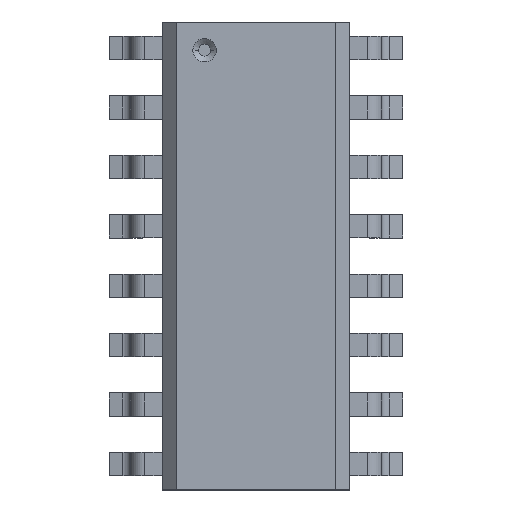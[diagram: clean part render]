
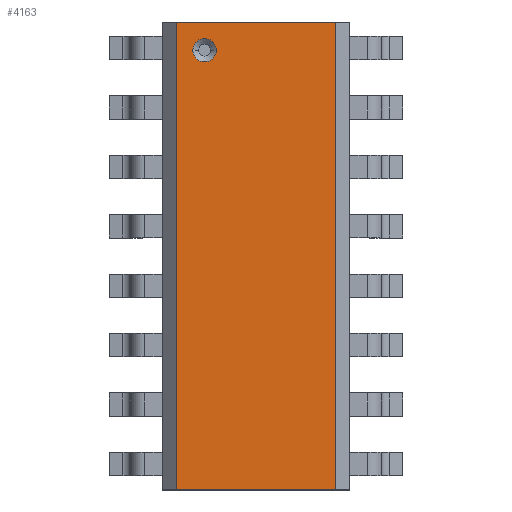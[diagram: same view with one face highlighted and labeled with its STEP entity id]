
A CAD part, top view. The second image highlights one B-rep face of the part: STEP entity #4163.
In plain terms, the highlighted planar face has unit normal (0, 0, 1).
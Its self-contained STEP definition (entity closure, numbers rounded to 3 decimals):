
#3905 = VERTEX_POINT ( 'NONE', #5174 ) ;
#3950 = EDGE_CURVE ( 'NONE', #3905, #3952, #5293, .T. ) ;
#3952 = VERTEX_POINT ( 'NONE', #5288 ) ;
#4107 = VERTEX_POINT ( 'NONE', #5582 ) ;
#4110 = VERTEX_POINT ( 'NONE', #5580 ) ;
#4142 = ORIENTED_EDGE ( 'NONE', *, *, #4179, .T. ) ;
#4144 = ORIENTED_EDGE ( 'NONE', *, *, #4167, .T. ) ;
#4163 = ADVANCED_FACE ( 'NONE', ( #5667, #5666 ), #5703, .F. ) ;
#4164 = EDGE_LOOP ( 'NONE', ( #4165, #4215 ) ) ;
#4165 = ORIENTED_EDGE ( 'NONE', *, *, #4166, .F. ) ;
#4166 = EDGE_CURVE ( 'NONE', #3952, #3905, #5702, .T. ) ;
#4167 = EDGE_CURVE ( 'NONE', #4169, #4205, #5693, .T. ) ;
#4169 = VERTEX_POINT ( 'NONE', #5744 ) ;
#4179 = EDGE_CURVE ( 'NONE', #4107, #4110, #5727, .T. ) ;
#4203 = ORIENTED_EDGE ( 'NONE', *, *, #4204, .T. ) ;
#4204 = EDGE_CURVE ( 'NONE', #4205, #4107, #5824, .T. ) ;
#4205 = VERTEX_POINT ( 'NONE', #5820 ) ;
#4215 = ORIENTED_EDGE ( 'NONE', *, *, #3950, .F. ) ;
#4216 = EDGE_LOOP ( 'NONE', ( #4144, #4203, #4142, #4218 ) ) ;
#4218 = ORIENTED_EDGE ( 'NONE', *, *, #4219, .T. ) ;
#4219 = EDGE_CURVE ( 'NONE', #4110, #4169, #5909, .T. ) ;
#5174 = CARTESIAN_POINT ( 'NONE',  ( -1.35, 4.4, 1.5 ) ) ;
#5288 = CARTESIAN_POINT ( 'NONE',  ( -0.85, 4.4, 1.5 ) ) ;
#5289 = DIRECTION ( 'NONE',  ( 1., 0., 0. ) ) ;
#5290 = DIRECTION ( 'NONE',  ( 0., 0., 1. ) ) ;
#5291 = CARTESIAN_POINT ( 'NONE',  ( -1.1, 4.4, 1.5 ) ) ;
#5292 = AXIS2_PLACEMENT_3D ( 'NONE', #5291, #5290, #5289 ) ;
#5293 = CIRCLE ( 'NONE', #5292, 0.25 ) ;
#5580 = CARTESIAN_POINT ( 'NONE',  ( -1.7, 5., 1.5 ) ) ;
#5582 = CARTESIAN_POINT ( 'NONE',  ( 1.7, 5., 1.5 ) ) ;
#5666 = FACE_OUTER_BOUND ( 'NONE', #4216, .T. ) ;
#5667 = FACE_BOUND ( 'NONE', #4164, .T. ) ;
#5693 = LINE ( 'NONE', #5747, #5746 ) ;
#5694 = DIRECTION ( 'NONE',  ( 1., 0., 0. ) ) ;
#5695 = DIRECTION ( 'NONE',  ( 0., 0., 1. ) ) ;
#5696 = CARTESIAN_POINT ( 'NONE',  ( -1.1, 4.4, 1.5 ) ) ;
#5697 = AXIS2_PLACEMENT_3D ( 'NONE', #5696, #5695, #5694 ) ;
#5698 = DIRECTION ( 'NONE',  ( -1., 0., 0. ) ) ;
#5699 = DIRECTION ( 'NONE',  ( 0., 0., -1. ) ) ;
#5700 = CARTESIAN_POINT ( 'NONE',  ( 2., 5., 1.5 ) ) ;
#5701 = AXIS2_PLACEMENT_3D ( 'NONE', #5700, #5699, #5698 ) ;
#5702 = CIRCLE ( 'NONE', #5697, 0.25 ) ;
#5703 = PLANE ( 'NONE',  #5701 ) ;
#5724 = DIRECTION ( 'NONE',  ( -1., 0., 0. ) ) ;
#5725 = VECTOR ( 'NONE', #5724, 1000. ) ;
#5726 = CARTESIAN_POINT ( 'NONE',  ( -2., 5., 1.5 ) ) ;
#5727 = LINE ( 'NONE', #5726, #5725 ) ;
#5744 = CARTESIAN_POINT ( 'NONE',  ( -1.7, -5., 1.5 ) ) ;
#5745 = DIRECTION ( 'NONE',  ( 1., 0., 0. ) ) ;
#5746 = VECTOR ( 'NONE', #5745, 1000. ) ;
#5747 = CARTESIAN_POINT ( 'NONE',  ( -2., -5., 1.5 ) ) ;
#5820 = CARTESIAN_POINT ( 'NONE',  ( 1.7, -5., 1.5 ) ) ;
#5821 = DIRECTION ( 'NONE',  ( 0., 1., 0. ) ) ;
#5822 = VECTOR ( 'NONE', #5821, 1000. ) ;
#5823 = CARTESIAN_POINT ( 'NONE',  ( 1.7, 5., 1.5 ) ) ;
#5824 = LINE ( 'NONE', #5823, #5822 ) ;
#5906 = DIRECTION ( 'NONE',  ( 0., -1., 0. ) ) ;
#5907 = VECTOR ( 'NONE', #5906, 1000. ) ;
#5908 = CARTESIAN_POINT ( 'NONE',  ( -1.7, 5., 1.5 ) ) ;
#5909 = LINE ( 'NONE', #5908, #5907 ) ;
